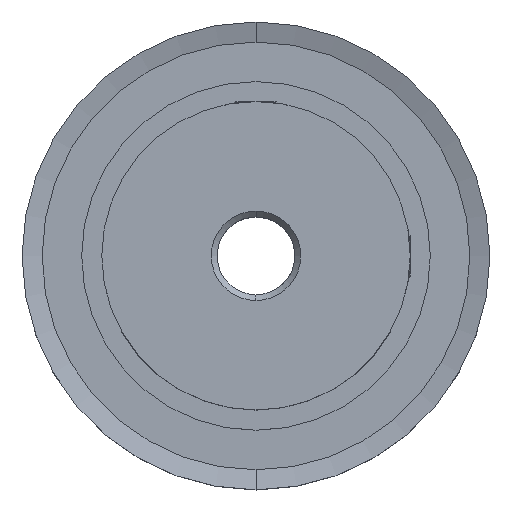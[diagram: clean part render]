
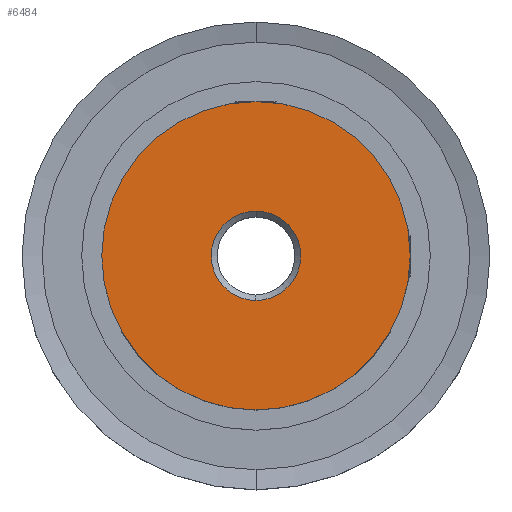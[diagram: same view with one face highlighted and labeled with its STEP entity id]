
A CAD part, top view. The second image highlights one B-rep face of the part: STEP entity #6484.
In plain terms, the highlighted planar face has unit normal (0, 0, 1).
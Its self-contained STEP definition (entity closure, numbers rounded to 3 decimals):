
#1=CARTESIAN_POINT('',(0.,0.,6.4));
#2=DIRECTION('',(0.,0.,1.));
#3=DIRECTION('',(0.,1.,0.));
#4=AXIS2_PLACEMENT_3D('',#1,#2,#3);
#6=CARTESIAN_POINT('',(0.,0.,6.4));
#7=DIRECTION('',(0.,0.,-1.));
#8=DIRECTION('',(0.,1.,0.));
#9=AXIS2_PLACEMENT_3D('',#6,#7,#8);
#16=CARTESIAN_POINT('',(0.,0.,6.4));
#17=DIRECTION('',(0.,0.,-1.));
#18=DIRECTION('',(0.,1.,0.));
#19=AXIS2_PLACEMENT_3D('',#16,#17,#18);
#4808=CARTESIAN_POINT('',(0.,0.,6.4));
#4809=DIRECTION('',(0.,0.,1.));
#4810=DIRECTION('',(0.,1.,0.));
#4811=AXIS2_PLACEMENT_3D('',#4808,#4809,#4810);
#5123=CARTESIAN_POINT('',(0.,11.9,6.4));
#5124=CARTESIAN_POINT('',(0.,-11.9,6.4));
#5125=VERTEX_POINT('',#5123);
#5126=VERTEX_POINT('',#5124);
#5575=CARTESIAN_POINT('',(0.,3.45,6.4));
#5576=CARTESIAN_POINT('',(0.,-3.45,6.4));
#5577=VERTEX_POINT('',#5575);
#5578=VERTEX_POINT('',#5576);
#6467=CARTESIAN_POINT('',(0.,0.,6.4));
#6468=DIRECTION('',(0.,0.,-1.));
#6469=DIRECTION('',(0.,-1.,0.));
#6470=AXIS2_PLACEMENT_3D('',#6467,#6468,#6469);
#6471=PLANE('',#6470);
#6473=ORIENTED_EDGE('',*,*,#6472,.F.);
#6475=ORIENTED_EDGE('',*,*,#6474,.T.);
#6476=EDGE_LOOP('',(#6473,#6475));
#6477=FACE_OUTER_BOUND('',#6476,.F.);
#6479=ORIENTED_EDGE('',*,*,#6478,.F.);
#6481=ORIENTED_EDGE('',*,*,#6480,.T.);
#6482=EDGE_LOOP('',(#6479,#6481));
#6483=FACE_BOUND('',#6482,.F.);
#6484=ADVANCED_FACE('',(#6477,#6483),#6471,.F.);
#5=CIRCLE('',#4,11.9);
#10=CIRCLE('',#9,11.9);
#20=CIRCLE('',#19,3.45);
#4812=CIRCLE('',#4811,3.45);
#6472=EDGE_CURVE('',#5125,#5126,#5,.T.);
#6474=EDGE_CURVE('',#5125,#5126,#10,.T.);
#6478=EDGE_CURVE('',#5577,#5578,#20,.T.);
#6480=EDGE_CURVE('',#5577,#5578,#4812,.T.);
